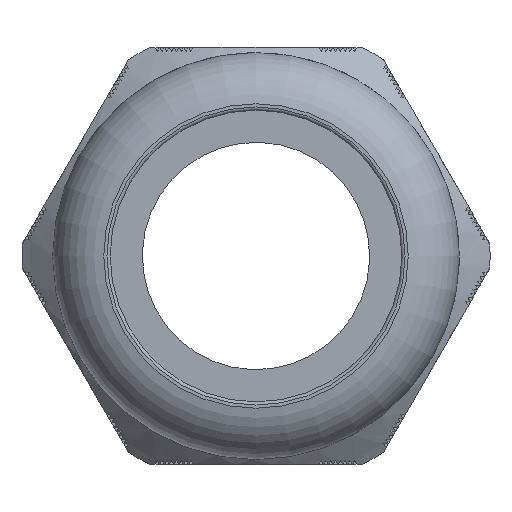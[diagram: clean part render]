
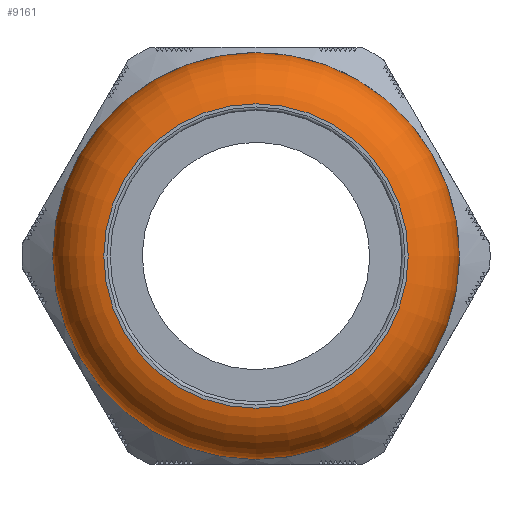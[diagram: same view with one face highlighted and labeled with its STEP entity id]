
A CAD part, left-side view. The second image highlights one B-rep face of the part: STEP entity #9161.
In plain terms, the highlighted toroidal (fillet/blend) face has major radius 22.292 mm and minor radius 9.368 mm.
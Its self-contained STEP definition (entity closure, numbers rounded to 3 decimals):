
#2144=FACE_BOUND('',#2932,.T.);
#2420=FACE_OUTER_BOUND('',#2931,.T.);
#2931=EDGE_LOOP('',(#7471));
#2932=EDGE_LOOP('',(#7472));
#3225=CIRCLE('',#9479,23.71);
#3361=CIRCLE('',#9849,31.66);
#3690=VERTEX_POINT('',#15449);
#4150=VERTEX_POINT('',#17600);
#4648=EDGE_CURVE('',#3690,#3690,#3225,.T.);
#5338=EDGE_CURVE('',#4150,#4150,#3361,.T.);
#7471=ORIENTED_EDGE('',*,*,#5338,.F.);
#7472=ORIENTED_EDGE('',*,*,#4648,.T.);
#8861=TOROIDAL_SURFACE('',#9848,22.292,9.368);
#9161=ADVANCED_FACE('',(#2420,#2144),#8861,.T.);
#9479=AXIS2_PLACEMENT_3D('',#15450,#10473,#10474);
#9848=AXIS2_PLACEMENT_3D('',#17599,#11661,#11662);
#9849=AXIS2_PLACEMENT_3D('',#17601,#11663,#11664);
#10473=DIRECTION('center_axis',(1.,0.,0.));
#10474=DIRECTION('ref_axis',(0.,0.,-1.));
#11661=DIRECTION('center_axis',(1.,0.,0.));
#11662=DIRECTION('ref_axis',(0.,0.,-1.));
#11663=DIRECTION('center_axis',(1.,0.,0.));
#11664=DIRECTION('ref_axis',(0.,0.,-1.));
#15449=CARTESIAN_POINT('',(-33.81,23.71,0.));
#15450=CARTESIAN_POINT('Origin',(-33.81,0.,0.));
#17599=CARTESIAN_POINT('Origin',(-24.55,0.,0.));
#17600=CARTESIAN_POINT('',(-24.55,31.66,0.));
#17601=CARTESIAN_POINT('Origin',(-24.55,0.,0.));
